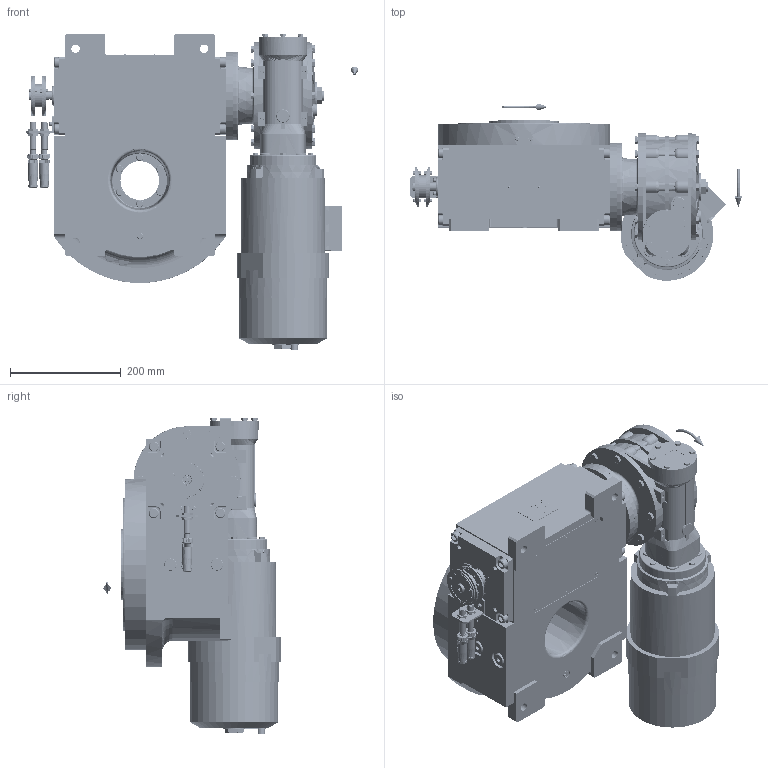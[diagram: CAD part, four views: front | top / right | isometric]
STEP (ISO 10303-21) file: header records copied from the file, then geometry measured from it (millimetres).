
FILE_DESCRIPTION (( 'STEP AP203' ), '1' );
FILE_NAME ('PC5201318.step', '2025-10-07T10:07:34', ( '' ), ( '' ), 'SwSTEP 2.0', 'SolidWorks 2020', '' );
FILE_SCHEMA (( 'CONFIG_CONTROL_DESIGN' ));
Length unit declared in the file: millimetre
Products named in the file (96): rig09_004; cfn2000_01_081; cfn2115_02_058; CFN2104_02_018.stp; cfn2205_01_015; rig09_071_6_m.stp; CFN2010_01_020.stp; cfn2104_01_018; cfn2003_01_054; AS_rig09_016; PC5201318; cfn2107_01_001; AS_900_00_00_005; cfn2155_01_095; RIG09_005_ASM.stp; CFN2010_02_002.stp; cfn2000_01_099; cfn2070_05_009; RIG09_021_AF0.stp; CFN2356_03_053.stp; freccia_angolare; CFN2223_02_003.stp; AS_rig09_004; cfn2000_01_126; cfn2115_02_057; rig09_002_bl_003; AS_900_38_30_003; cfn2151_01_167; cfn2400_04_024; 900_00_00_005; rig09_003_6; cfn2155_01_196; cfn2000_01_161; rig09_010_s_001; cfn2128_04_002; 900_38_30_003; AS_cfn2400_04_024; cfn2115_02_194; 900_38_10_028; cfn2128_19_002 ...
Assembly tree (88 placements, depth 5):
  cfn2205_01_015
  CFN2010_01_020.stp
  PC5201318
    rig09_001_a
    AS_cfn2476_01_002_60x46
      cfn2476_01_002_60x46
      cfn2107_01_001
      cfn2107_01_001
    AS_rig09_071_6_m
      rig09_071_6_m.stp
        RIG09_005_ASM.stp
          RIG09_005_AF0.stp
          RIG09_021_AF0.stp
          CFN2000_01_185.stp
          CFN2000_01_185.stp
          CFN2104_02_018.stp
        CFN2155_01_195.stp
        CFN2010_02_002.stp
      cfn2000_01_099
      cfn2000_01_099
      cfn2000_01_099
      cfn2000_01_099
      cfn2000_01_099
      cfn2000_01_099
      cfn2000_01_099
      cfn2000_01_099
      cfn2104_01_018  x2
      rig09_003_6
    AS_rig09_017
      rig09_017
      cfn2000_01_126
      cfn2000_01_126
      cfn2000_01_126
      cfn2000_01_126
      cfn2000_01_126
      cfn2000_01_126
      cfn2155_01_196
    AS_rig09_004
      rig09_004
      cfn2000_01_081
      cfn2155_01_095
      cfn2070_05_009
      cfn2000_01_081
      cfn2000_01_081
      cfn2000_01_081
    AS_rig09_004
      rig09_004
      cfn2000_01_081
      cfn2155_01_095
      cfn2070_05_009
      cfn2000_01_081
      cfn2000_01_081
      cfn2000_01_081
    AS_rig09_002_bl_003
      rig09_002_bl_003
      cfn2115_02_058
    rig09_010_s_001
    cfn2128_04_002  x3
    cfn2128_19_002
    AS_rig09_016
Bounding box: 599.5 x 319.69 x 571.38 mm (x, y, z)
Volume: 15314006 mm3; surface area: 1822123.9 mm2
Topology: 76 solids, 76 shells, 5840 faces, 14795 edges, 9403 vertices
Faces by surface type: plane 2770, cylinder 1868, cone 939, torus 224, bspline 35, sphere 4
Entity records: 170374 total; most frequent: CARTESIAN_POINT 47156, ORIENTED_EDGE 23626, DIRECTION 23545, EDGE_CURVE 11813, AXIS2_PLACEMENT_3D 8625, VERTEX_POINT 7577, VECTOR 6295, LINE 6295
